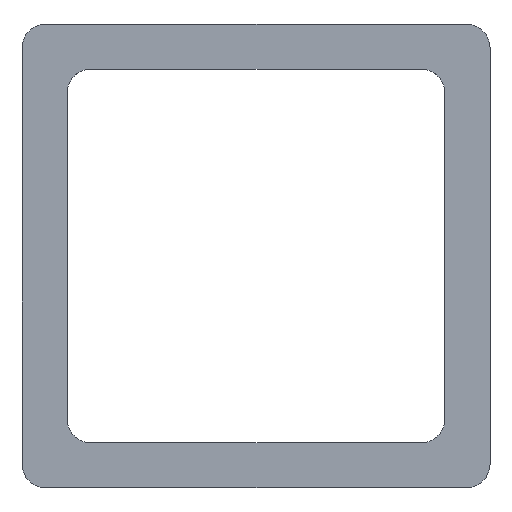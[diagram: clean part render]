
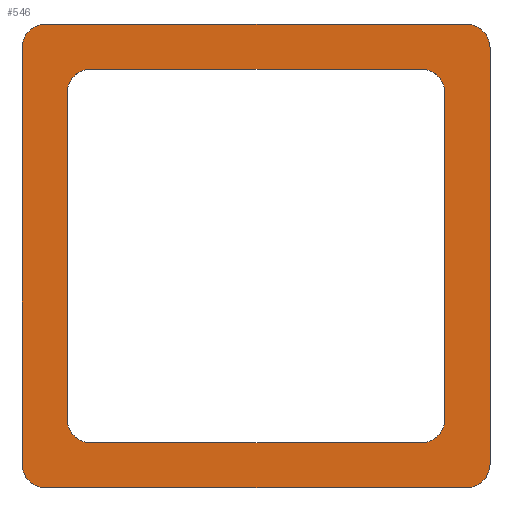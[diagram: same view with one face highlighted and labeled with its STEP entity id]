
A CAD part, top view. The second image highlights one B-rep face of the part: STEP entity #546.
In plain terms, the highlighted planar face has unit normal (0, 0, 1).
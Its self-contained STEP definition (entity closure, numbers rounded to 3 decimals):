
#24=FACE_BOUND('',#120,.T.);
#42=PLANE('',#626);
#76=FACE_OUTER_BOUND('',#119,.T.);
#119=EDGE_LOOP('',(#481,#482,#483,#484,#485,#486,#487,#488));
#120=EDGE_LOOP('',(#489,#490,#491,#492,#493,#494,#495,#496));
#133=LINE('',#872,#173);
#137=LINE('',#884,#177);
#141=LINE('',#896,#181);
#143=LINE('',#904,#183);
#151=LINE('',#931,#191);
#157=LINE('',#946,#197);
#159=LINE('',#952,#199);
#160=LINE('',#954,#200);
#173=VECTOR('',#713,10.);
#177=VECTOR('',#725,10.);
#181=VECTOR('',#737,10.);
#183=VECTOR('',#747,10.);
#191=VECTOR('',#771,10.);
#197=VECTOR('',#787,10.);
#199=VECTOR('',#795,10.);
#200=VECTOR('',#798,10.);
#218=CIRCLE('',#595,5.);
#220=CIRCLE('',#599,5.);
#222=CIRCLE('',#603,5.);
#224=CIRCLE('',#607,5.);
#225=CIRCLE('',#610,5.);
#230=CIRCLE('',#618,5.);
#231=CIRCLE('',#620,5.);
#232=CIRCLE('',#623,5.);
#251=VERTEX_POINT('',#862);
#252=VERTEX_POINT('',#864);
#254=VERTEX_POINT('',#870);
#256=VERTEX_POINT('',#876);
#258=VERTEX_POINT('',#882);
#260=VERTEX_POINT('',#888);
#262=VERTEX_POINT('',#894);
#264=VERTEX_POINT('',#900);
#265=VERTEX_POINT('',#907);
#266=VERTEX_POINT('',#908);
#275=VERTEX_POINT('',#930);
#276=VERTEX_POINT('',#934);
#277=VERTEX_POINT('',#938);
#278=VERTEX_POINT('',#939);
#279=VERTEX_POINT('',#944);
#280=VERTEX_POINT('',#948);
#307=EDGE_CURVE('',#251,#252,#218,.T.);
#311=EDGE_CURVE('',#251,#254,#133,.T.);
#314=EDGE_CURVE('',#256,#254,#220,.T.);
#317=EDGE_CURVE('',#256,#258,#137,.T.);
#320=EDGE_CURVE('',#260,#258,#222,.T.);
#323=EDGE_CURVE('',#260,#262,#141,.T.);
#326=EDGE_CURVE('',#264,#262,#224,.T.);
#327=EDGE_CURVE('',#264,#252,#143,.T.);
#329=EDGE_CURVE('',#265,#266,#225,.T.);
#340=EDGE_CURVE('',#275,#266,#151,.T.);
#342=EDGE_CURVE('',#275,#276,#230,.T.);
#344=EDGE_CURVE('',#277,#278,#231,.T.);
#348=EDGE_CURVE('',#277,#279,#157,.T.);
#349=EDGE_CURVE('',#280,#279,#232,.T.);
#351=EDGE_CURVE('',#265,#278,#159,.T.);
#352=EDGE_CURVE('',#280,#276,#160,.T.);
#481=ORIENTED_EDGE('',*,*,#329,.F.);
#482=ORIENTED_EDGE('',*,*,#351,.T.);
#483=ORIENTED_EDGE('',*,*,#344,.F.);
#484=ORIENTED_EDGE('',*,*,#348,.T.);
#485=ORIENTED_EDGE('',*,*,#349,.F.);
#486=ORIENTED_EDGE('',*,*,#352,.T.);
#487=ORIENTED_EDGE('',*,*,#342,.F.);
#488=ORIENTED_EDGE('',*,*,#340,.T.);
#489=ORIENTED_EDGE('',*,*,#311,.T.);
#490=ORIENTED_EDGE('',*,*,#314,.F.);
#491=ORIENTED_EDGE('',*,*,#317,.T.);
#492=ORIENTED_EDGE('',*,*,#320,.F.);
#493=ORIENTED_EDGE('',*,*,#323,.T.);
#494=ORIENTED_EDGE('',*,*,#326,.F.);
#495=ORIENTED_EDGE('',*,*,#327,.T.);
#496=ORIENTED_EDGE('',*,*,#307,.F.);
#546=ADVANCED_FACE('',(#76,#24),#42,.T.);
#595=AXIS2_PLACEMENT_3D('',#865,#706,#707);
#599=AXIS2_PLACEMENT_3D('',#878,#719,#720);
#603=AXIS2_PLACEMENT_3D('',#890,#731,#732);
#607=AXIS2_PLACEMENT_3D('',#902,#743,#744);
#610=AXIS2_PLACEMENT_3D('',#909,#751,#752);
#618=AXIS2_PLACEMENT_3D('',#935,#775,#776);
#620=AXIS2_PLACEMENT_3D('',#940,#780,#781);
#623=AXIS2_PLACEMENT_3D('',#949,#790,#791);
#626=AXIS2_PLACEMENT_3D('',#955,#799,#800);
#706=DIRECTION('center_axis',(0.,0.,1.));
#707=DIRECTION('ref_axis',(0.707,-0.707,0.));
#713=DIRECTION('',(-1.,0.,0.));
#719=DIRECTION('center_axis',(0.,0.,1.));
#720=DIRECTION('ref_axis',(-0.707,-0.707,0.));
#725=DIRECTION('',(0.,1.,0.));
#731=DIRECTION('center_axis',(0.,0.,1.));
#732=DIRECTION('ref_axis',(-0.707,0.707,0.));
#737=DIRECTION('',(1.,0.,0.));
#743=DIRECTION('center_axis',(0.,0.,1.));
#744=DIRECTION('ref_axis',(0.707,0.707,0.));
#747=DIRECTION('',(0.,-1.,0.));
#751=DIRECTION('center_axis',(0.,0.,-1.));
#752=DIRECTION('ref_axis',(-0.707,0.707,0.));
#771=DIRECTION('',(-1.,0.,0.));
#775=DIRECTION('center_axis',(0.,0.,-1.));
#776=DIRECTION('ref_axis',(0.707,0.707,0.));
#780=DIRECTION('center_axis',(0.,0.,-1.));
#781=DIRECTION('ref_axis',(-0.707,-0.707,0.));
#787=DIRECTION('',(1.,0.,0.));
#790=DIRECTION('center_axis',(0.,0.,-1.));
#791=DIRECTION('ref_axis',(0.707,-0.707,0.));
#795=DIRECTION('',(0.,-1.,0.));
#798=DIRECTION('',(0.,1.,0.));
#799=DIRECTION('center_axis',(0.,0.,1.));
#800=DIRECTION('ref_axis',(1.,0.,0.));
#862=CARTESIAN_POINT('',(86.671,-2.664,7.));
#864=CARTESIAN_POINT('',(91.671,2.336,7.));
#865=CARTESIAN_POINT('Origin',(86.671,2.336,7.));
#870=CARTESIAN_POINT('',(17.071,-2.664,7.));
#872=CARTESIAN_POINT('',(91.671,-2.664,7.));
#876=CARTESIAN_POINT('',(12.071,2.336,7.));
#878=CARTESIAN_POINT('Origin',(17.071,2.336,7.));
#882=CARTESIAN_POINT('',(12.071,71.036,7.));
#884=CARTESIAN_POINT('',(12.071,-2.664,7.));
#888=CARTESIAN_POINT('',(17.071,76.036,7.));
#890=CARTESIAN_POINT('Origin',(17.071,71.036,7.));
#894=CARTESIAN_POINT('',(86.671,76.036,7.));
#896=CARTESIAN_POINT('',(12.071,76.036,7.));
#900=CARTESIAN_POINT('',(91.671,71.036,7.));
#902=CARTESIAN_POINT('Origin',(86.671,71.036,7.));
#904=CARTESIAN_POINT('',(91.671,76.036,7.));
#907=CARTESIAN_POINT('',(2.571,80.536,7.));
#908=CARTESIAN_POINT('',(7.571,85.536,7.));
#909=CARTESIAN_POINT('Origin',(7.571,80.536,7.));
#930=CARTESIAN_POINT('',(96.171,85.536,7.));
#931=CARTESIAN_POINT('',(2.571,85.536,7.));
#934=CARTESIAN_POINT('',(101.171,80.536,7.));
#935=CARTESIAN_POINT('Origin',(96.171,80.536,7.));
#938=CARTESIAN_POINT('',(7.571,-12.164,7.));
#939=CARTESIAN_POINT('',(2.571,-7.164,7.));
#940=CARTESIAN_POINT('Origin',(7.571,-7.164,7.));
#944=CARTESIAN_POINT('',(96.171,-12.164,7.));
#946=CARTESIAN_POINT('',(101.171,-12.164,7.));
#948=CARTESIAN_POINT('',(101.171,-7.164,7.));
#949=CARTESIAN_POINT('Origin',(96.171,-7.164,7.));
#952=CARTESIAN_POINT('',(2.571,-12.164,7.));
#954=CARTESIAN_POINT('',(101.171,85.536,7.));
#955=CARTESIAN_POINT('Origin',(51.871,36.686,7.));
